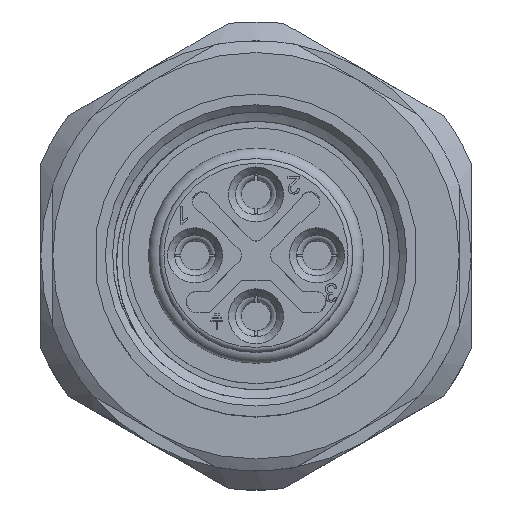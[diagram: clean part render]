
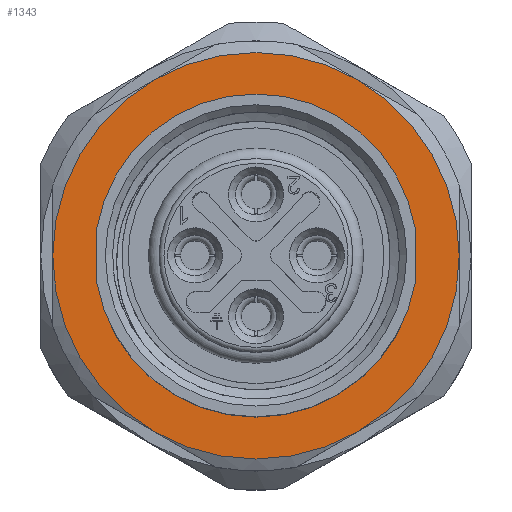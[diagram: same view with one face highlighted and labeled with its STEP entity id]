
A CAD part, top view. The second image highlights one B-rep face of the part: STEP entity #1343.
In plain terms, the highlighted planar face has unit normal (0, 0, 1).
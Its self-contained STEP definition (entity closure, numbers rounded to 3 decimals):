
#78=PLANE('',#5314);
#202=LINE('',#8011,#430);
#203=LINE('',#8016,#431);
#430=VECTOR('',#5841,1.);
#431=VECTOR('',#5844,1.);
#1343=ADVANCED_FACE('',(#1732,#1733),#78,.T.);
#1732=FACE_BOUND('',#1926,.T.);
#1733=FACE_BOUND('',#1927,.T.);
#1926=EDGE_LOOP('',(#2368,#2369,#2370,#2371,#2372,#2373));
#1927=EDGE_LOOP('',(#2374,#2375,#2376,#2377));
#2368=ORIENTED_EDGE('',*,*,#4357,.T.);
#2369=ORIENTED_EDGE('',*,*,#4358,.T.);
#2370=ORIENTED_EDGE('',*,*,#4359,.T.);
#2371=ORIENTED_EDGE('',*,*,#4360,.T.);
#2372=ORIENTED_EDGE('',*,*,#4361,.T.);
#2373=ORIENTED_EDGE('',*,*,#4362,.T.);
#2374=ORIENTED_EDGE('',*,*,#4363,.T.);
#2375=ORIENTED_EDGE('',*,*,#4364,.T.);
#2376=ORIENTED_EDGE('',*,*,#4365,.T.);
#2377=ORIENTED_EDGE('',*,*,#4366,.T.);
#3848=VERTEX_POINT('',#8000);
#3849=VERTEX_POINT('',#8001);
#3850=VERTEX_POINT('',#8003);
#3851=VERTEX_POINT('',#8005);
#3852=VERTEX_POINT('',#8007);
#3853=VERTEX_POINT('',#8009);
#3854=VERTEX_POINT('',#8012);
#3855=VERTEX_POINT('',#8013);
#3856=VERTEX_POINT('',#8015);
#3857=VERTEX_POINT('',#8017);
#4357=EDGE_CURVE('',#3848,#3849,#5095,.T.);
#4358=EDGE_CURVE('',#3849,#3850,#5096,.T.);
#4359=EDGE_CURVE('',#3850,#3851,#5097,.T.);
#4360=EDGE_CURVE('',#3851,#3852,#5098,.T.);
#4361=EDGE_CURVE('',#3852,#3853,#5099,.T.);
#4362=EDGE_CURVE('',#3853,#3848,#5100,.T.);
#4363=EDGE_CURVE('',#3854,#3855,#202,.T.);
#4364=EDGE_CURVE('',#3855,#3856,#5101,.T.);
#4365=EDGE_CURVE('',#3856,#3857,#203,.T.);
#4366=EDGE_CURVE('',#3857,#3854,#5102,.T.);
#5095=CIRCLE('',#5306,8.5);
#5096=CIRCLE('',#5307,8.5);
#5097=CIRCLE('',#5308,8.5);
#5098=CIRCLE('',#5309,8.5);
#5099=CIRCLE('',#5310,8.5);
#5100=CIRCLE('',#5311,8.5);
#5101=CIRCLE('',#5312,6.75);
#5102=CIRCLE('',#5313,6.75);
#5306=AXIS2_PLACEMENT_3D('',#7999,#5829,#5830);
#5307=AXIS2_PLACEMENT_3D('',#8002,#5831,#5832);
#5308=AXIS2_PLACEMENT_3D('',#8004,#5833,#5834);
#5309=AXIS2_PLACEMENT_3D('',#8006,#5835,#5836);
#5310=AXIS2_PLACEMENT_3D('',#8008,#5837,#5838);
#5311=AXIS2_PLACEMENT_3D('',#8010,#5839,#5840);
#5312=AXIS2_PLACEMENT_3D('',#8014,#5842,#5843);
#5313=AXIS2_PLACEMENT_3D('',#8018,#5845,#5846);
#5314=AXIS2_PLACEMENT_3D('',#8019,#5847,#5848);
#5829=DIRECTION('',(0.,0.,1.));
#5830=DIRECTION('',(0.5,0.866,0.));
#5831=DIRECTION('',(0.,0.,1.));
#5832=DIRECTION('',(-0.5,0.866,0.));
#5833=DIRECTION('',(0.,0.,1.));
#5834=DIRECTION('',(-1.,0.,0.));
#5835=DIRECTION('',(0.,0.,1.));
#5836=DIRECTION('',(-0.5,-0.866,0.));
#5837=DIRECTION('',(0.,0.,1.));
#5838=DIRECTION('',(0.5,-0.866,0.));
#5839=DIRECTION('',(0.,0.,1.));
#5840=DIRECTION('',(1.,0.,0.));
#5841=DIRECTION('',(0.,-1.,0.));
#5842=DIRECTION('',(0.,0.,-1.));
#5843=DIRECTION('',(0.985,-0.171,0.));
#5844=DIRECTION('',(0.,1.,0.));
#5845=DIRECTION('',(0.,0.,-1.));
#5846=DIRECTION('',(-0.985,0.171,0.));
#5847=DIRECTION('',(0.,0.,1.));
#5848=DIRECTION('',(1.,0.,0.));
#7999=CARTESIAN_POINT('',(0.,0.,1.));
#8000=CARTESIAN_POINT('',(4.25,7.361,1.));
#8001=CARTESIAN_POINT('',(-4.25,7.361,1.));
#8002=CARTESIAN_POINT('',(0.,0.,1.));
#8003=CARTESIAN_POINT('',(-8.5,0.,1.));
#8004=CARTESIAN_POINT('',(0.,0.,1.));
#8005=CARTESIAN_POINT('',(-4.25,-7.361,1.));
#8006=CARTESIAN_POINT('',(0.,0.,1.));
#8007=CARTESIAN_POINT('',(4.25,-7.361,1.));
#8008=CARTESIAN_POINT('',(0.,0.,1.));
#8009=CARTESIAN_POINT('',(8.5,0.,1.));
#8010=CARTESIAN_POINT('',(0.,0.,1.));
#8011=CARTESIAN_POINT('',(6.65,1.158,1.));
#8012=CARTESIAN_POINT('',(6.65,1.158,1.));
#8013=CARTESIAN_POINT('',(6.65,-1.158,1.));
#8014=CARTESIAN_POINT('',(0.,0.,1.));
#8015=CARTESIAN_POINT('',(-6.65,-1.158,1.));
#8016=CARTESIAN_POINT('',(-6.65,-1.158,1.));
#8017=CARTESIAN_POINT('',(-6.65,1.158,1.));
#8018=CARTESIAN_POINT('',(0.,0.,1.));
#8019=CARTESIAN_POINT('',(7.75,0.,1.));
